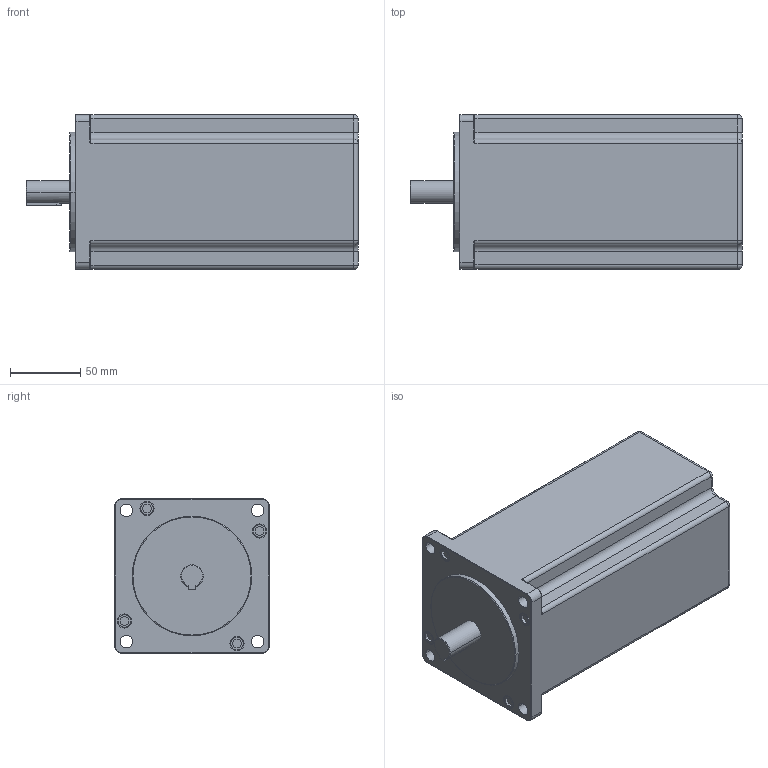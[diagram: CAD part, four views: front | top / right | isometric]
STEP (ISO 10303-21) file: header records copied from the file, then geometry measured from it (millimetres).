
FILE_DESCRIPTION((''),'2;1');
FILE_NAME('PRT0001','2018-12-21T09:29:27',('Administrator'),(''),'CREO PARAMETRIC BY PTC INC, 2017110','CREO PARAMETRIC BY PTC INC, 2017110','');
FILE_SCHEMA(('CONFIG_CONTROL_DESIGN'));
Length unit declared in the file: millimetre
Products named in the file (1): PRT0001
Bounding box: 236 x 109.85 x 109.85 mm (x, y, z)
Volume: 2220451.2 mm3; surface area: 112033.6 mm2
Topology: 1 solids, 1 shells, 172 faces, 394 edges, 238 vertices
Faces by surface type: cylinder 78, plane 59, torus 18, bspline 8, sphere 8, cone 1
Entity records: 5945 total; most frequent: CARTESIAN_POINT 1953, DIRECTION 870, ORIENTED_EDGE 788, EDGE_CURVE 394, AXIS2_PLACEMENT_3D 332, VERTEX_POINT 238, VECTOR 206, LINE 206
